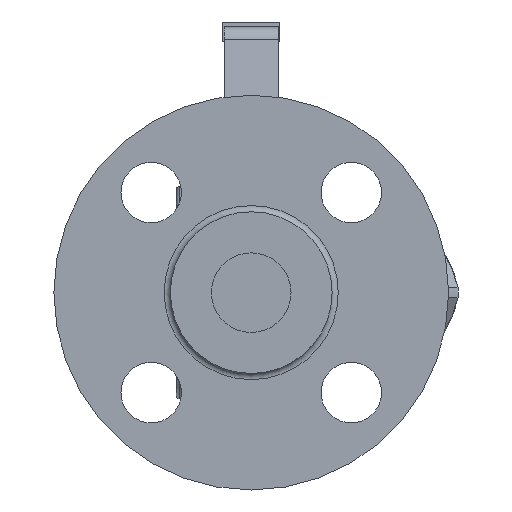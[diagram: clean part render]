
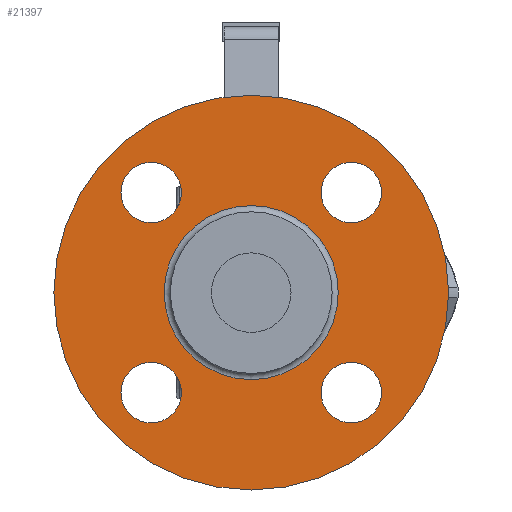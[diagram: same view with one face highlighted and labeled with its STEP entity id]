
A CAD part, left-side view. The second image highlights one B-rep face of the part: STEP entity #21397.
In plain terms, the highlighted planar face has unit normal (-1, 0, 0).
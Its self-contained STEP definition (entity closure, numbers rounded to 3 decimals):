
#4452=FACE_BOUND('',#5928,.T.);
#4453=FACE_BOUND('',#5929,.T.);
#4454=FACE_BOUND('',#5930,.T.);
#4455=FACE_BOUND('',#5931,.T.);
#4456=FACE_BOUND('',#5932,.T.);
#4588=FACE_OUTER_BOUND('',#5927,.T.);
#5927=EDGE_LOOP('',(#14249,#14250));
#5928=EDGE_LOOP('',(#14251,#14252));
#5929=EDGE_LOOP('',(#14253,#14254));
#5930=EDGE_LOOP('',(#14255,#14256));
#5931=EDGE_LOOP('',(#14257,#14258));
#5932=EDGE_LOOP('',(#14259));
#7390=CIRCLE('',#22810,27.336);
#7394=CIRCLE('',#22815,62.);
#7395=CIRCLE('',#22816,62.);
#7396=CIRCLE('',#22817,9.5);
#7397=CIRCLE('',#22818,9.5);
#7398=CIRCLE('',#22819,9.5);
#7399=CIRCLE('',#22820,9.5);
#7400=CIRCLE('',#22821,9.5);
#7401=CIRCLE('',#22822,9.5);
#7402=CIRCLE('',#22823,9.5);
#7403=CIRCLE('',#22824,9.5);
#8653=VERTEX_POINT('',#31910);
#8656=VERTEX_POINT('',#31918);
#8657=VERTEX_POINT('',#31919);
#8658=VERTEX_POINT('',#31922);
#8659=VERTEX_POINT('',#31923);
#8660=VERTEX_POINT('',#31926);
#8661=VERTEX_POINT('',#31927);
#8662=VERTEX_POINT('',#31930);
#8663=VERTEX_POINT('',#31931);
#8664=VERTEX_POINT('',#31934);
#8665=VERTEX_POINT('',#31935);
#10781=EDGE_CURVE('',#8653,#8653,#7390,.T.);
#10785=EDGE_CURVE('',#8656,#8657,#7394,.T.);
#10786=EDGE_CURVE('',#8657,#8656,#7395,.T.);
#10787=EDGE_CURVE('',#8658,#8659,#7396,.T.);
#10788=EDGE_CURVE('',#8659,#8658,#7397,.T.);
#10789=EDGE_CURVE('',#8660,#8661,#7398,.T.);
#10790=EDGE_CURVE('',#8661,#8660,#7399,.T.);
#10791=EDGE_CURVE('',#8662,#8663,#7400,.T.);
#10792=EDGE_CURVE('',#8663,#8662,#7401,.T.);
#10793=EDGE_CURVE('',#8664,#8665,#7402,.T.);
#10794=EDGE_CURVE('',#8665,#8664,#7403,.T.);
#14249=ORIENTED_EDGE('',*,*,#10785,.F.);
#14250=ORIENTED_EDGE('',*,*,#10786,.F.);
#14251=ORIENTED_EDGE('',*,*,#10787,.T.);
#14252=ORIENTED_EDGE('',*,*,#10788,.T.);
#14253=ORIENTED_EDGE('',*,*,#10789,.T.);
#14254=ORIENTED_EDGE('',*,*,#10790,.T.);
#14255=ORIENTED_EDGE('',*,*,#10791,.T.);
#14256=ORIENTED_EDGE('',*,*,#10792,.T.);
#14257=ORIENTED_EDGE('',*,*,#10793,.T.);
#14258=ORIENTED_EDGE('',*,*,#10794,.T.);
#14259=ORIENTED_EDGE('',*,*,#10781,.F.);
#20883=PLANE('',#22814);
#21397=ADVANCED_FACE('',(#4588,#4452,#4453,#4454,#4455,#4456),#20883,.F.);
#22810=AXIS2_PLACEMENT_3D('',#31911,#25536,#25537);
#22814=AXIS2_PLACEMENT_3D('',#31917,#25544,#25545);
#22815=AXIS2_PLACEMENT_3D('',#31920,#25546,#25547);
#22816=AXIS2_PLACEMENT_3D('',#31921,#25548,#25549);
#22817=AXIS2_PLACEMENT_3D('',#31924,#25550,#25551);
#22818=AXIS2_PLACEMENT_3D('',#31925,#25552,#25553);
#22819=AXIS2_PLACEMENT_3D('',#31928,#25554,#25555);
#22820=AXIS2_PLACEMENT_3D('',#31929,#25556,#25557);
#22821=AXIS2_PLACEMENT_3D('',#31932,#25558,#25559);
#22822=AXIS2_PLACEMENT_3D('',#31933,#25560,#25561);
#22823=AXIS2_PLACEMENT_3D('',#31936,#25562,#25563);
#22824=AXIS2_PLACEMENT_3D('',#31937,#25564,#25565);
#25536=DIRECTION('center_axis',(-1.,0.,0.));
#25537=DIRECTION('ref_axis',(0.,0.,
-1.));
#25544=DIRECTION('center_axis',(1.,0.,0.));
#25545=DIRECTION('ref_axis',(0.,0.,1.));
#25546=DIRECTION('center_axis',(1.,0.,0.));
#25547=DIRECTION('ref_axis',(0.,0.,1.));
#25548=DIRECTION('center_axis',(1.,0.,0.));
#25549=DIRECTION('ref_axis',(0.,0.,1.));
#25550=DIRECTION('center_axis',(1.,0.,0.));
#25551=DIRECTION('ref_axis',(0.,0.,-1.));
#25552=DIRECTION('center_axis',(1.,0.,0.));
#25553=DIRECTION('ref_axis',(0.,0.,-1.));
#25554=DIRECTION('center_axis',(1.,0.,0.));
#25555=DIRECTION('ref_axis',(0.,1.,0.));
#25556=DIRECTION('center_axis',(1.,0.,0.));
#25557=DIRECTION('ref_axis',(0.,1.,0.));
#25558=DIRECTION('center_axis',(1.,0.,0.));
#25559=DIRECTION('ref_axis',(0.,0.,
1.));
#25560=DIRECTION('center_axis',(1.,0.,0.));
#25561=DIRECTION('ref_axis',(0.,0.,
1.));
#25562=DIRECTION('center_axis',(1.,0.,0.));
#25563=DIRECTION('ref_axis',(0.,-1.,0.));
#25564=DIRECTION('center_axis',(1.,0.,0.));
#25565=DIRECTION('ref_axis',(0.,-1.,0.));
#31910=CARTESIAN_POINT('',(-195.835,29.163,27.586));
#31911=CARTESIAN_POINT('Origin',(-195.835,29.163,0.25));
#31917=CARTESIAN_POINT('Origin',(-195.835,29.163,0.25));
#31918=CARTESIAN_POINT('',(-195.835,29.163,62.25));
#31919=CARTESIAN_POINT('',(-195.835,29.163,-61.75));
#31920=CARTESIAN_POINT('Origin',(-195.835,29.163,0.25));
#31921=CARTESIAN_POINT('Origin',(-195.835,29.163,0.25));
#31922=CARTESIAN_POINT('',(-195.835,-2.268,-40.681));
#31923=CARTESIAN_POINT('',(-195.835,-2.268,-21.681));
#31924=CARTESIAN_POINT('Origin',(-195.835,-2.268,-31.181));
#31925=CARTESIAN_POINT('Origin',(-195.835,-2.268,-31.181));
#31926=CARTESIAN_POINT('',(-195.835,70.094,-31.181));
#31927=CARTESIAN_POINT('',(-195.835,51.094,-31.181));
#31928=CARTESIAN_POINT('Origin',(-195.835,60.594,-31.181));
#31929=CARTESIAN_POINT('Origin',(-195.835,60.594,-31.181));
#31930=CARTESIAN_POINT('',(-195.835,60.594,41.181));
#31931=CARTESIAN_POINT('',(-195.835,60.594,22.181));
#31932=CARTESIAN_POINT('Origin',(-195.835,60.594,31.681));
#31933=CARTESIAN_POINT('Origin',(-195.835,60.594,31.681));
#31934=CARTESIAN_POINT('',(-195.835,-11.768,31.681));
#31935=CARTESIAN_POINT('',(-195.835,7.232,31.681));
#31936=CARTESIAN_POINT('Origin',(-195.835,-2.268,31.681));
#31937=CARTESIAN_POINT('Origin',(-195.835,-2.268,31.681));
